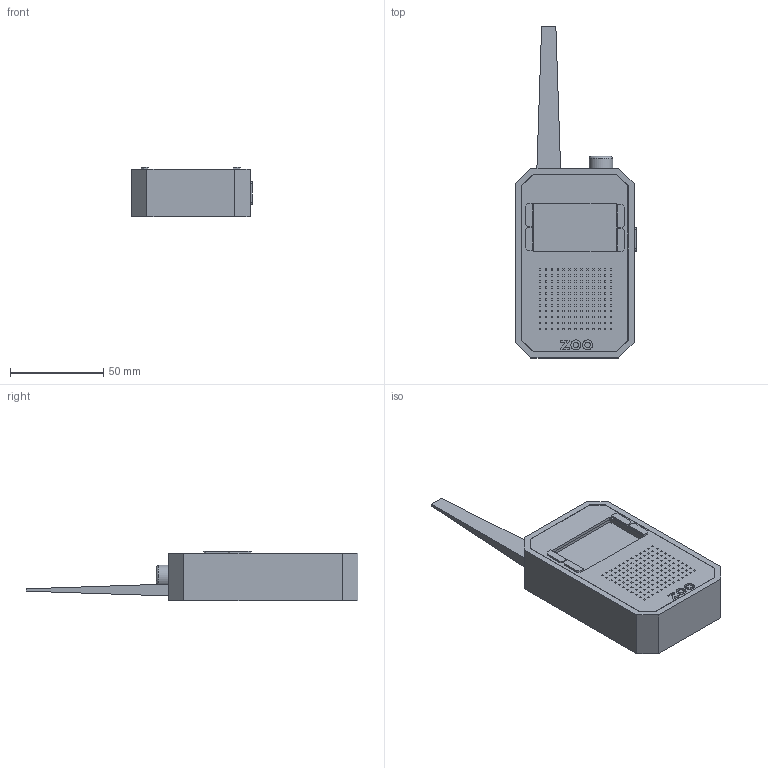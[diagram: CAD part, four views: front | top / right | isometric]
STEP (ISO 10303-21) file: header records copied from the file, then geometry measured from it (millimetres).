
FILE_DESCRIPTION((('zoo.dev export')), '2;1');
FILE_NAME('dump.step', '2025-02-11T17:28:22.057812577+00:00', ('Author unknown'), ('Organization unknown'), 'zoo.dev beta', 'zoo.dev', 'Authorization unknown');
FILE_SCHEMA(('AP203_CONFIGURATION_CONTROLLED_3D_DESIGN_OF_MECHANICAL_PARTS_AND_ASSEMBLIES_MIM_LF'));
Length unit declared in the file: metre
Products named in the file (9): UNIDENTIFIED_PRODUCT
Bounding box: 64.77 x 177.8 x 26.42 mm (x, y, z)
Volume: 147985.7 mm3; surface area: 35993.7 mm2
Topology: 9 solids, 9 shells, 700 faces, 2036 edges, 1357 vertices
Faces by surface type: plane 685, cylinder 14, torus 1
Full cylindrical faces by diameter (mm): 0.005 x1, 12.705 x1
Entity records: 22602 total; most frequent: CARTESIAN_POINT 4095, ORIENTED_EDGE 4066, DIRECTION 2783, EDGE_CURVE 2038, VECTOR 2008, LINE 2008, VERTEX_POINT 1357, EDGE_LOOP 1006
